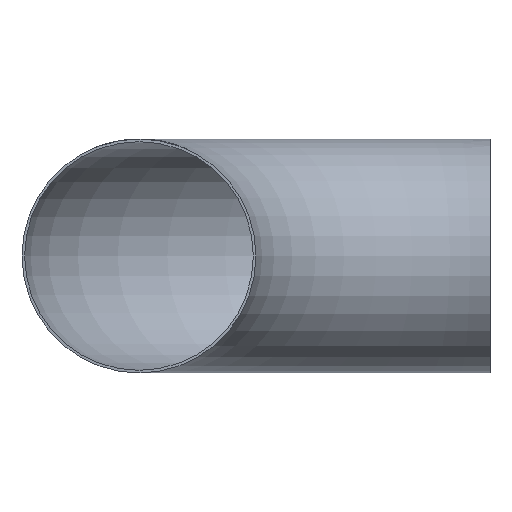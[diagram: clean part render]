
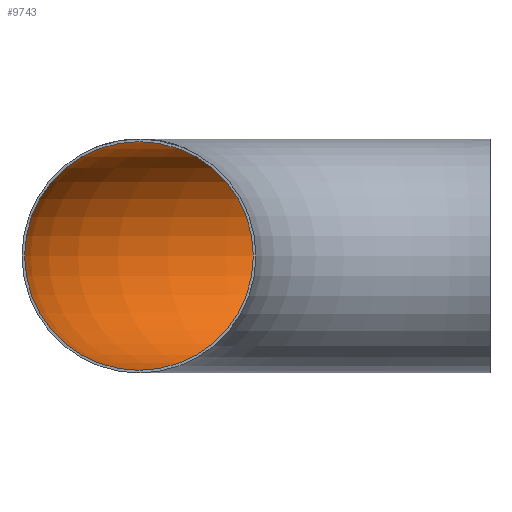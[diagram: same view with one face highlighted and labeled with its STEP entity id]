
A CAD part, front view. The second image highlights one B-rep face of the part: STEP entity #9743.
In plain terms, the highlighted toroidal (fillet/blend) face has major radius 1067 mm and minor radius 347.6 mm.
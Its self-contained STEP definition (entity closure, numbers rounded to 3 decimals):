
#1735 = CARTESIAN_POINT ( 'NONE',  ( 0., 1414.6, 0. ) ) ;
#2587 = EDGE_CURVE ( 'NONE', #28535, #28535, #36483, .T. ) ;
#4286 = VERTEX_POINT ( 'NONE', #28143 ) ;
#7077 = DIRECTION ( 'NONE',  ( 0., 1., 0. ) ) ;
#7635 = EDGE_CURVE ( 'NONE', #4286, #4286, #21325, .T. ) ;
#9743 = ADVANCED_FACE ( 'NONE', ( #38541, #11935 ), #16958, .F. ) ;
#10356 = ORIENTED_EDGE ( 'NONE', *, *, #7635, .F. ) ;
#11935 = FACE_OUTER_BOUND ( 'NONE', #31285, .T. ) ;
#16958 = TOROIDAL_SURFACE ( 'NONE', #17602, 1067., 347.6 ) ;
#17602 = AXIS2_PLACEMENT_3D ( 'NONE', #17817, #23500, #32858 ) ;
#17817 = CARTESIAN_POINT ( 'NONE',  ( 0., 0., 0. ) ) ;
#18939 = DIRECTION ( 'NONE',  ( 0., 0., 1. ) ) ;
#19631 = AXIS2_PLACEMENT_3D ( 'NONE', #21942, #33857, #7077 ) ;
#21325 = CIRCLE ( 'NONE', #33785, 347.6 ) ;
#21942 = CARTESIAN_POINT ( 'NONE',  ( 0., 1067., 0. ) ) ;
#23500 = DIRECTION ( 'NONE',  ( 0., 0., -1. ) ) ;
#27536 = CARTESIAN_POINT ( 'NONE',  ( -1067., 0., 0. ) ) ;
#28143 = CARTESIAN_POINT ( 'NONE',  ( -1067., 0., 347.6 ) ) ;
#28289 = ORIENTED_EDGE ( 'NONE', *, *, #2587, .T. ) ;
#28535 = VERTEX_POINT ( 'NONE', #1735 ) ;
#30794 = EDGE_LOOP ( 'NONE', ( #28289 ) ) ;
#31051 = DIRECTION ( 'NONE',  ( 0., 1., 0. ) ) ;
#31285 = EDGE_LOOP ( 'NONE', ( #10356 ) ) ;
#32858 = DIRECTION ( 'NONE',  ( -1., 0., 0. ) ) ;
#33785 = AXIS2_PLACEMENT_3D ( 'NONE', #27536, #31051, #18939 ) ;
#33857 = DIRECTION ( 'NONE',  ( 1., 0., 0. ) ) ;
#36483 = CIRCLE ( 'NONE', #19631, 347.6 ) ;
#38541 = FACE_OUTER_BOUND ( 'NONE', #30794, .T. ) ;
